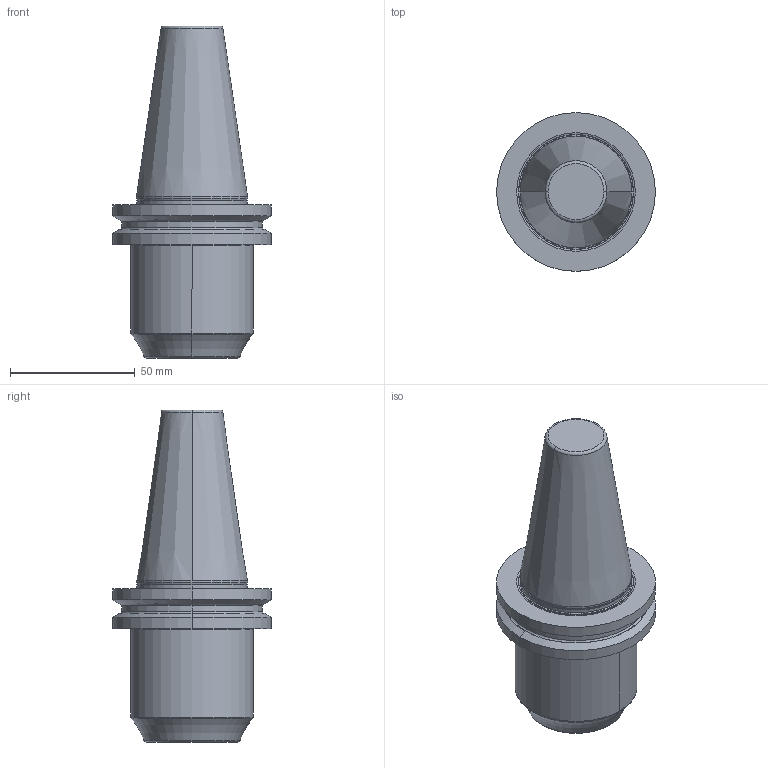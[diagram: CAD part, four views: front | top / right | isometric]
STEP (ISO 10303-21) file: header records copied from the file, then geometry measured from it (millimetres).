
FILE_DESCRIPTION((''),'2;1');
FILE_NAME('30543219','2017-08-11T',('bahnemannr'),(''),'PRO/ENGINEER BY PARAMETRIC TECHNOLOGY CORPORATION, 2011220','PRO/ENGINEER BY PARAMETRIC TECHNOLOGY CORPORATION, 2011220','');
FILE_SCHEMA(('AUTOMOTIVE_DESIGN_CC2 { 1 2 10303 214 -1 1 5 2 }'));
Length unit declared in the file: millimetre
Products named in the file (1): 30543219
Bounding box: 63.55 x 63.55 x 132.9 mm (x, y, z)
Volume: 182640.2 mm3; surface area: 26448.1 mm2
Topology: 1 solids, 1 shells, 54 faces, 112 edges, 72 vertices
Faces by surface type: torus 22, cylinder 14, cone 10, plane 8
Entity records: 1841 total; most frequent: DIRECTION 308, CARTESIAN_POINT 229, ORIENTED_EDGE 212, AXIS2_PLACEMENT_3D 139, PRESENTATION_STYLE_ASSIGNMENT 116, STYLED_ITEM 116, CURVE_STYLE 115, EDGE_CURVE 106
